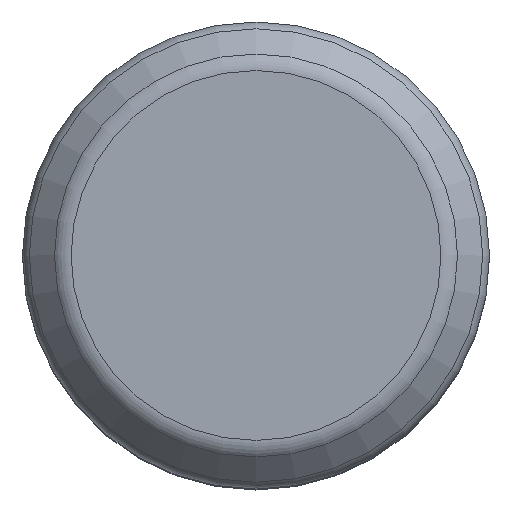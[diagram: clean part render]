
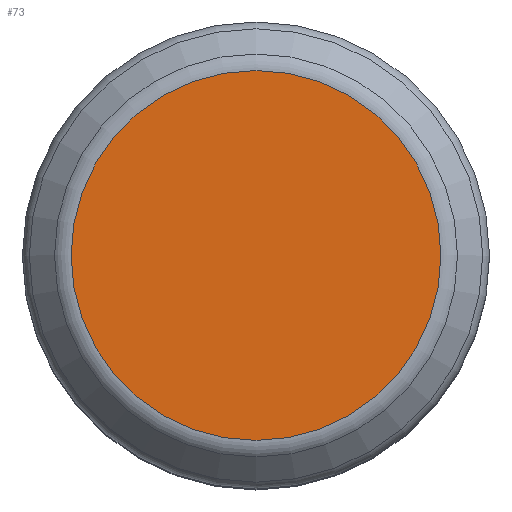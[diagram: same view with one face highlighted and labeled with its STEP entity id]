
A CAD part, top view. The second image highlights one B-rep face of the part: STEP entity #73.
In plain terms, the highlighted planar face has unit normal (0, 0, 1).
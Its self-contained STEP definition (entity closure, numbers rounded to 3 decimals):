
#73=ADVANCED_FACE('',(#144),#146,.T.);
#144=FACE_BOUND('',#145,.T.);
#145=EDGE_LOOP('',(#339));
#146=PLANE('',#147);
#147=AXIS2_PLACEMENT_3D('',#148,#149,#150);
#148=CARTESIAN_POINT('',(0.,0.,20.));
#149=DIRECTION('',(0.,0.,1.));
#150=DIRECTION('',(1.,0.,0.));
#339=ORIENTED_EDGE('',*,*,#379,.T.);
#379=EDGE_CURVE('',#399,#399,#400,.T.);
#399=VERTEX_POINT('',#439);
#400=CIRCLE('',#440,2.376);
#439=CARTESIAN_POINT('',(2.376,0.,20.));
#440=AXIS2_PLACEMENT_3D('',#441,#442,#443);
#441=CARTESIAN_POINT('',(0.,0.,20.));
#442=DIRECTION('',(0.,0.,1.));
#443=DIRECTION('',(1.,0.,0.));
